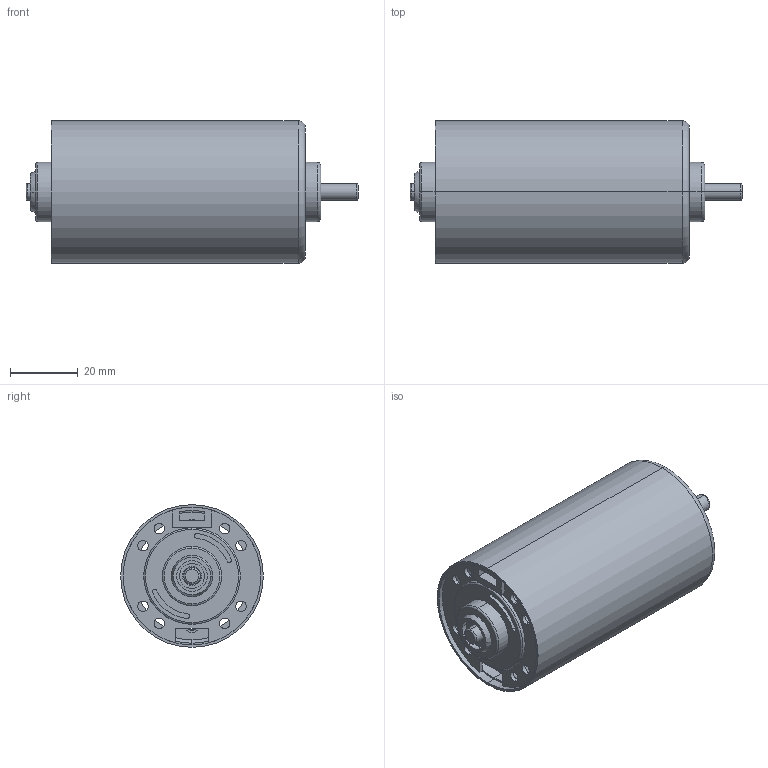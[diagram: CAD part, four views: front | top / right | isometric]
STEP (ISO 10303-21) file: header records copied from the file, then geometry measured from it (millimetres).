
FILE_DESCRIPTION (( 'STEP AP214' ), '1' );
FILE_NAME ('BL4275-3D.STEP', '2024-07-11T02:24:03', ( 'China' ), ( 'Home' ), 'SwSTEP 2.0', 'SolidWorks 2020', '' );
FILE_SCHEMA (( 'AUTOMOTIVE_DESIGN' ));
Length unit declared in the file: millimetre
Products named in the file (6): 5-98粣; 42綴裔; 42誘盄杶; BL4275-3D; 625zz粣創; 4275俋褲ㄗ4蹟佪謂)
Assembly tree (6 placements, depth 2):
  BL4275-3D
    4275俋褲ㄗ4蹟佪謂)
    625zz粣創  x2
    42綴裔
    42誘盄杶
    5-98粣
Bounding box: 98 x 42.1 x 42.1 mm (x, y, z)
Volume: 17970.9 mm3; surface area: 28517.9 mm2
Topology: 6 solids, 6 shells, 249 faces, 592 edges, 376 vertices
Faces by surface type: cylinder 128, plane 61, torus 44, bspline 12, sphere 4
Entity records: 7824 total; most frequent: CARTESIAN_POINT 2252, DIRECTION 1192, ORIENTED_EDGE 1080, EDGE_CURVE 540, AXIS2_PLACEMENT_3D 508, VERTEX_POINT 344, CIRCLE 288, EDGE_LOOP 284
